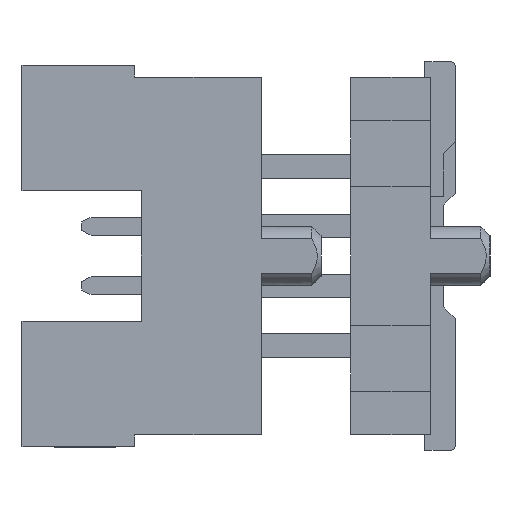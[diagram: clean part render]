
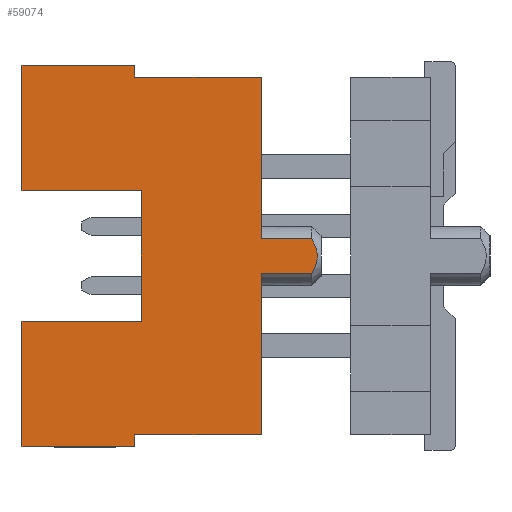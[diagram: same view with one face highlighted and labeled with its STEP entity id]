
A CAD part, left-side view. The second image highlights one B-rep face of the part: STEP entity #59074.
In plain terms, the highlighted planar face has unit normal (-1, 0, 0).
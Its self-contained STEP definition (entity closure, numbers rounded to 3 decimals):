
#279=DIRECTION('',(0.,-1.,0.));
#280=VECTOR('',#279,2.7);
#281=CARTESIAN_POINT('',(-17.145,2.7,-3.81));
#282=LINE('',#281,#280);
#396=DIRECTION('',(0.,1.,0.));
#397=VECTOR('',#396,2.7);
#398=CARTESIAN_POINT('',(-17.145,0.,3.81));
#399=LINE('',#398,#397);
#408=DIRECTION('',(0.,0.,1.));
#409=VECTOR('',#408,0.255);
#410=CARTESIAN_POINT('',(-17.145,2.7,3.81));
#411=LINE('',#410,#409);
#424=DIRECTION('',(0.,-1.,0.));
#425=VECTOR('',#424,2.4);
#426=CARTESIAN_POINT('',(-17.145,5.1,4.065));
#427=LINE('',#426,#425);
#444=DIRECTION('',(0.,0.,1.));
#445=VECTOR('',#444,3.44);
#446=CARTESIAN_POINT('',(-17.145,0.,-3.81));
#447=LINE('',#446,#445);
#448=DIRECTION('',(0.,0.,-1.));
#449=VECTOR('',#448,2.67);
#450=CARTESIAN_POINT('',(-17.145,5.1,-1.395));
#451=LINE('',#450,#449);
#452=DIRECTION('',(0.,-1.,0.));
#453=VECTOR('',#452,2.54);
#454=CARTESIAN_POINT('',(-17.145,5.1,1.395));
#455=LINE('',#454,#453);
#456=DIRECTION('',(0.,0.,-1.));
#457=VECTOR('',#456,2.67);
#458=CARTESIAN_POINT('',(-17.145,5.1,4.065));
#459=LINE('',#458,#457);
#460=DIRECTION('',(0.,0.,1.));
#461=VECTOR('',#460,3.44);
#462=CARTESIAN_POINT('',(-17.145,0.,0.37));
#463=LINE('',#462,#461);
#482=DIRECTION('',(0.,1.,0.));
#483=VECTOR('',#482,1.07);
#484=CARTESIAN_POINT('',(-17.145,-1.07,
0.37));
#485=LINE('',#484,#483);
#486=DIRECTION('',(0.,-1.,0.));
#487=VECTOR('',#486,1.07);
#488=CARTESIAN_POINT('',(-17.145,0.,-0.37));
#489=LINE('',#488,#487);
#502=CARTESIAN_POINT('',(-17.145,-1.07,
-0.37));
#503=CARTESIAN_POINT('',(-17.145,-1.097,
-0.325));
#504=CARTESIAN_POINT('',(-17.145,-1.141,
-0.237));
#505=CARTESIAN_POINT('',(-17.145,-1.182,
-0.115));
#506=CARTESIAN_POINT('',(-17.145,-1.194,
0.));
#507=CARTESIAN_POINT('',(-17.145,-1.182,
0.115));
#508=CARTESIAN_POINT('',(-17.145,-1.141,
0.237));
#509=CARTESIAN_POINT('',(-17.145,-1.097,
0.325));
#510=CARTESIAN_POINT('',(-17.145,-1.07,
0.37));
#545=DIRECTION('',(0.,0.,1.));
#546=VECTOR('',#545,0.255);
#547=CARTESIAN_POINT('',(-17.145,2.7,-4.065));
#548=LINE('',#547,#546);
#557=DIRECTION('',(0.,1.,0.));
#558=VECTOR('',#557,2.4);
#559=CARTESIAN_POINT('',(-17.145,2.7,-4.065));
#560=LINE('',#559,#558);
#857=DIRECTION('',(0.,1.,0.));
#858=VECTOR('',#857,2.54);
#859=CARTESIAN_POINT('',(-17.145,2.56,-1.395));
#860=LINE('',#859,#858);
#885=DIRECTION('',(0.,0.,-1.));
#886=VECTOR('',#885,2.79);
#887=CARTESIAN_POINT('',(-17.145,2.56,1.395));
#888=LINE('',#887,#886);
#52560=CARTESIAN_POINT('',(-17.145,0.,3.81));
#52561=VERTEX_POINT('',#52560);
#52562=CARTESIAN_POINT('',(-17.145,0.,0.37));
#52563=VERTEX_POINT('',#52562);
#52564=CARTESIAN_POINT('',(-17.145,0.,-0.37));
#52565=VERTEX_POINT('',#52564);
#52566=CARTESIAN_POINT('',(-17.145,0.,-3.81));
#52567=VERTEX_POINT('',#52566);
#53410=CARTESIAN_POINT('',(-17.145,5.1,4.065));
#53411=VERTEX_POINT('',#53410);
#53412=CARTESIAN_POINT('',(-17.145,5.1,1.395));
#53413=VERTEX_POINT('',#53412);
#53416=CARTESIAN_POINT('',(-17.145,5.1,-1.395));
#53417=VERTEX_POINT('',#53416);
#53418=CARTESIAN_POINT('',(-17.145,5.1,-4.065));
#53419=VERTEX_POINT('',#53418);
#53432=CARTESIAN_POINT('',(-17.145,2.56,1.395));
#53433=VERTEX_POINT('',#53432);
#53434=CARTESIAN_POINT('',(-17.145,-1.07,
0.37));
#53435=VERTEX_POINT('',#53434);
#53436=VERTEX_POINT('',#502);
#53437=CARTESIAN_POINT('',(-17.145,2.7,-3.81));
#53438=VERTEX_POINT('',#53437);
#53439=CARTESIAN_POINT('',(-17.145,2.7,-4.065));
#53440=VERTEX_POINT('',#53439);
#53441=CARTESIAN_POINT('',(-17.145,2.56,-1.395));
#53442=VERTEX_POINT('',#53441);
#53443=CARTESIAN_POINT('',(-17.145,2.7,4.065));
#53444=VERTEX_POINT('',#53443);
#53445=CARTESIAN_POINT('',(-17.145,2.7,3.81));
#53446=VERTEX_POINT('',#53445);
#59043=CARTESIAN_POINT('',(-17.145,1.954,0.));
#59044=DIRECTION('',(1.,0.,0.));
#59045=DIRECTION('',(0.,0.,1.));
#59046=AXIS2_PLACEMENT_3D('',#59043,#59044,#59045);
#59047=PLANE('',#59046);
#59049=ORIENTED_EDGE('',*,*,#59048,.F.);
#59051=ORIENTED_EDGE('',*,*,#59050,.F.);
#59053=ORIENTED_EDGE('',*,*,#59052,.F.);
#59054=ORIENTED_EDGE('',*,*,#57966,.F.);
#59055=ORIENTED_EDGE('',*,*,#58839,.F.);
#59057=ORIENTED_EDGE('',*,*,#59056,.F.);
#59059=ORIENTED_EDGE('',*,*,#59058,.T.);
#59061=ORIENTED_EDGE('',*,*,#59060,.F.);
#59063=ORIENTED_EDGE('',*,*,#59062,.F.);
#59065=ORIENTED_EDGE('',*,*,#59064,.F.);
#59066=ORIENTED_EDGE('',*,*,#59034,.F.);
#59067=ORIENTED_EDGE('',*,*,#59005,.F.);
#59068=ORIENTED_EDGE('',*,*,#58985,.T.);
#59069=ORIENTED_EDGE('',*,*,#58971,.F.);
#59070=ORIENTED_EDGE('',*,*,#58957,.F.);
#59071=ORIENTED_EDGE('',*,*,#57970,.F.);
#59072=EDGE_LOOP('',(#59049,#59051,#59053,#59054,#59055,#59057,#59059,#59061,
#59063,#59065,#59066,#59067,#59068,#59069,#59070,#59071));
#59073=FACE_OUTER_BOUND('',#59072,.F.);
#59074=ADVANCED_FACE('',(#59073),#59047,.F.);
#511=B_SPLINE_CURVE_WITH_KNOTS('',3,(#502,#503,#504,#505,#506,#507,#508,#509,
#510),.UNSPECIFIED.,.F.,.F.,(4,1,1,1,1,1,4),(0.,0.167,
0.333,0.5,0.667,0.833,1.),
.UNSPECIFIED.);
#57966=EDGE_CURVE('',#52567,#52565,#447,.T.);
#57970=EDGE_CURVE('',#52563,#52561,#463,.T.);
#58839=EDGE_CURVE('',#53438,#52567,#282,.T.);
#58957=EDGE_CURVE('',#52561,#53446,#399,.T.);
#58971=EDGE_CURVE('',#53446,#53444,#411,.T.);
#58985=EDGE_CURVE('',#53411,#53444,#427,.T.);
#59005=EDGE_CURVE('',#53411,#53413,#459,.T.);
#59034=EDGE_CURVE('',#53413,#53433,#455,.T.);
#59048=EDGE_CURVE('',#53435,#52563,#485,.T.);
#59050=EDGE_CURVE('',#53436,#53435,#511,.T.);
#59052=EDGE_CURVE('',#52565,#53436,#489,.T.);
#59056=EDGE_CURVE('',#53440,#53438,#548,.T.);
#59058=EDGE_CURVE('',#53440,#53419,#560,.T.);
#59060=EDGE_CURVE('',#53417,#53419,#451,.T.);
#59062=EDGE_CURVE('',#53442,#53417,#860,.T.);
#59064=EDGE_CURVE('',#53433,#53442,#888,.T.);
